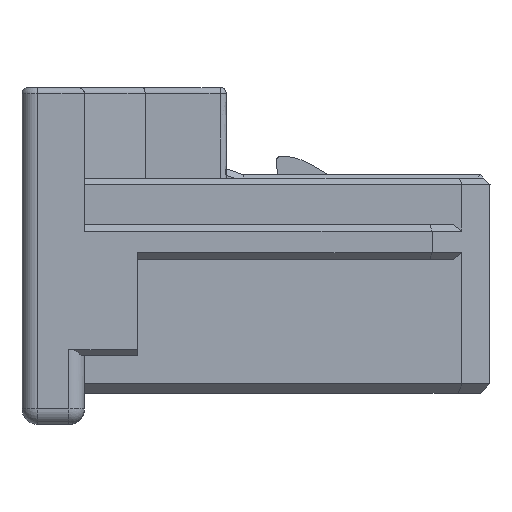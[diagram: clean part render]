
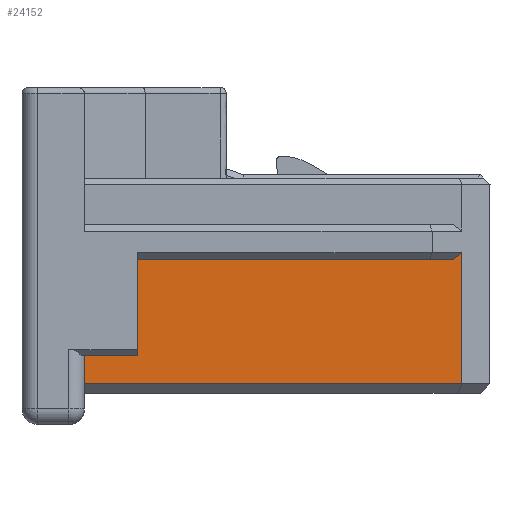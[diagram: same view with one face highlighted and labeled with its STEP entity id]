
A CAD part, left-side view. The second image highlights one B-rep face of the part: STEP entity #24152.
In plain terms, the highlighted planar face has unit normal (-1, 0, 0).
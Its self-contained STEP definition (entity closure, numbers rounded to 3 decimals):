
#23963=CARTESIAN_POINT('',(-13.,-2.,0.3));
#23964=VERTEX_POINT('',#23963);
#23971=CARTESIAN_POINT('',(-13.,-2.,1.2));
#23972=VERTEX_POINT('',#23971);
#23973=CARTESIAN_POINT('',(-13.,-2.,0.3));
#23974=DIRECTION('',(0.,0.,1.));
#23975=VECTOR('',#23974,0.9);
#23976=LINE('',#23973,#23975);
#23977=EDGE_CURVE('',#23964,#23972,#23976,.T.);
#24005=CARTESIAN_POINT('',(-13.,-14.1,0.3));
#24006=VERTEX_POINT('',#24005);
#24031=CARTESIAN_POINT('',(-13.,-14.1,0.3));
#24032=DIRECTION('',(0.,1.,0.));
#24033=VECTOR('',#24032,12.1);
#24034=LINE('',#24031,#24033);
#24035=EDGE_CURVE('',#24006,#23964,#24034,.T.);
#24105=CARTESIAN_POINT('',(-13.,-8.05,2.25));
#24106=DIRECTION('',(0.,1.,0.));
#24107=DIRECTION('',(-1.,0.,0.));
#24108=AXIS2_PLACEMENT_3D('',#24105,#24107,#24106);
#24109=PLANE('',#24108);
#24110=ORIENTED_EDGE('',*,*,#23977,.F.);
#24111=ORIENTED_EDGE('',*,*,#24035,.F.);
#24112=CARTESIAN_POINT('',(-13.,-14.1,4.5));
#24113=VERTEX_POINT('',#24112);
#24114=CARTESIAN_POINT('',(-13.,-14.1,0.3));
#24115=DIRECTION('',(0.,0.,1.));
#24116=VECTOR('',#24115,4.2);
#24117=LINE('',#24114,#24116);
#24118=EDGE_CURVE('',#24006,#24113,#24117,.T.);
#24119=ORIENTED_EDGE('',*,*,#24118,.T.);
#24120=CARTESIAN_POINT('',(-13.,-13.817,4.3));
#24121=VERTEX_POINT('',#24120);
#24122=CARTESIAN_POINT('',(-13.,-14.1,4.5));
#24123=DIRECTION('',(0.,0.816,-0.577));
#24124=VECTOR('',#24123,0.346);
#24125=LINE('',#24122,#24124);
#24126=EDGE_CURVE('',#24113,#24121,#24125,.T.);
#24127=ORIENTED_EDGE('',*,*,#24126,.T.);
#24128=CARTESIAN_POINT('',(-13.,-3.7,4.3));
#24129=VERTEX_POINT('',#24128);
#24130=CARTESIAN_POINT('',(-13.,-13.817,4.3));
#24131=DIRECTION('',(0.,1.,0.));
#24132=VECTOR('',#24131,10.117);
#24133=LINE('',#24130,#24132);
#24134=EDGE_CURVE('',#24121,#24129,#24133,.T.);
#24135=ORIENTED_EDGE('',*,*,#24134,.T.);
#24136=CARTESIAN_POINT('',(-13.,-3.7,1.2));
#24137=VERTEX_POINT('',#24136);
#24138=CARTESIAN_POINT('',(-13.,-3.7,4.3));
#24139=DIRECTION('',(0.,0.,-1.));
#24140=VECTOR('',#24139,3.1);
#24141=LINE('',#24138,#24140);
#24142=EDGE_CURVE('',#24129,#24137,#24141,.T.);
#24143=ORIENTED_EDGE('',*,*,#24142,.T.);
#24144=CARTESIAN_POINT('',(-13.,-3.7,1.2));
#24145=DIRECTION('',(0.,1.,0.));
#24146=VECTOR('',#24145,1.7);
#24147=LINE('',#24144,#24146);
#24148=EDGE_CURVE('',#24137,#23972,#24147,.T.);
#24149=ORIENTED_EDGE('',*,*,#24148,.T.);
#24150=EDGE_LOOP('',(#24110,#24111,#24119,#24127,#24135,#24143,#24149));
#24151=FACE_OUTER_BOUND('',#24150,.T.);
#24152=ADVANCED_FACE('',(#24151),#24109,.T.);
